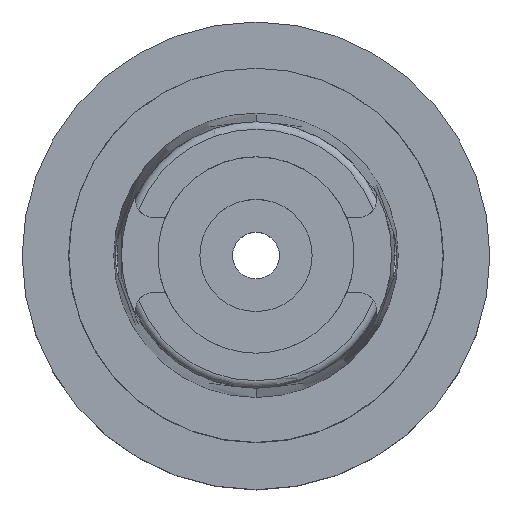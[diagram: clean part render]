
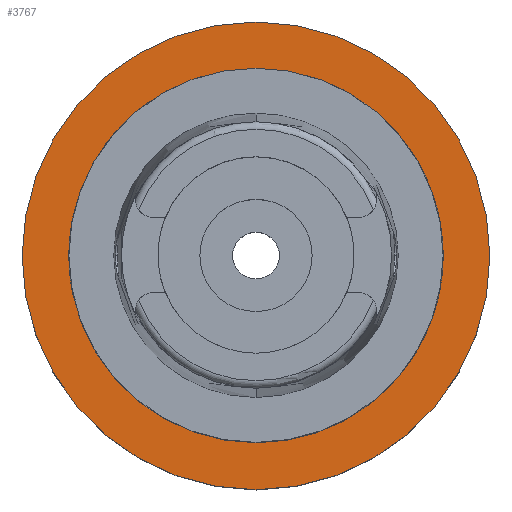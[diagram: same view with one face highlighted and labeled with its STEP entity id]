
A CAD part, top view. The second image highlights one B-rep face of the part: STEP entity #3767.
In plain terms, the highlighted planar face has unit normal (0, 0, 1).
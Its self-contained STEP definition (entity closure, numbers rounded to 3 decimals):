
#1137=CARTESIAN_POINT('',(0.,0.,-35.));
#1138=DIRECTION('',(0.,0.,-1.));
#1139=DIRECTION('',(0.,-1.,0.));
#1140=AXIS2_PLACEMENT_3D('',#1137,#1138,#1139);
#1145=CARTESIAN_POINT('',(0.,0.,-35.));
#1146=DIRECTION('',(0.,0.,-1.));
#1147=DIRECTION('',(0.,1.,0.));
#1148=AXIS2_PLACEMENT_3D('',#1145,#1146,#1147);
#1153=CARTESIAN_POINT('',(0.,0.,-35.));
#1154=DIRECTION('',(0.,0.,1.));
#1155=DIRECTION('',(0.,-1.,0.));
#1156=AXIS2_PLACEMENT_3D('',#1153,#1154,#1155);
#1161=CARTESIAN_POINT('',(0.,0.,-35.));
#1162=DIRECTION('',(0.,0.,1.));
#1163=DIRECTION('',(0.,1.,0.));
#1164=AXIS2_PLACEMENT_3D('',#1161,#1162,#1163);
#2699=CARTESIAN_POINT('',(0.,25.,-35.));
#2700=VERTEX_POINT('',#2699);
#2701=CARTESIAN_POINT('',(0.,-25.,-35.));
#2702=VERTEX_POINT('',#2701);
#2703=CARTESIAN_POINT('',(0.,-16.8,-35.));
#2704=CARTESIAN_POINT('',(0.,16.8,-35.));
#2705=VERTEX_POINT('',#2703);
#2706=VERTEX_POINT('',#2704);
#3752=CARTESIAN_POINT('',(0.,0.,-35.));
#3753=DIRECTION('',(0.,0.,1.));
#3754=DIRECTION('',(0.,1.,0.));
#3755=AXIS2_PLACEMENT_3D('',#3752,#3753,#3754);
#3756=PLANE('',#3755);
#3757=ORIENTED_EDGE('',*,*,#3745,.T.);
#3758=ORIENTED_EDGE('',*,*,#3734,.T.);
#3759=EDGE_LOOP('',(#3757,#3758));
#3760=FACE_OUTER_BOUND('',#3759,.F.);
#3762=ORIENTED_EDGE('',*,*,#3761,.T.);
#3764=ORIENTED_EDGE('',*,*,#3763,.T.);
#3765=EDGE_LOOP('',(#3762,#3764));
#3766=FACE_BOUND('',#3765,.F.);
#1141=CIRCLE('',#1140,25.);
#1149=CIRCLE('',#1148,25.);
#1157=CIRCLE('',#1156,16.8);
#1165=CIRCLE('',#1164,16.8);
#3734=EDGE_CURVE('',#2700,#2702,#1149,.T.);
#3745=EDGE_CURVE('',#2702,#2700,#1141,.T.);
#3761=EDGE_CURVE('',#2705,#2706,#1157,.T.);
#3763=EDGE_CURVE('',#2706,#2705,#1165,.T.);
#3767=ADVANCED_FACE('',(#3760,#3766),#3756,.T.);
